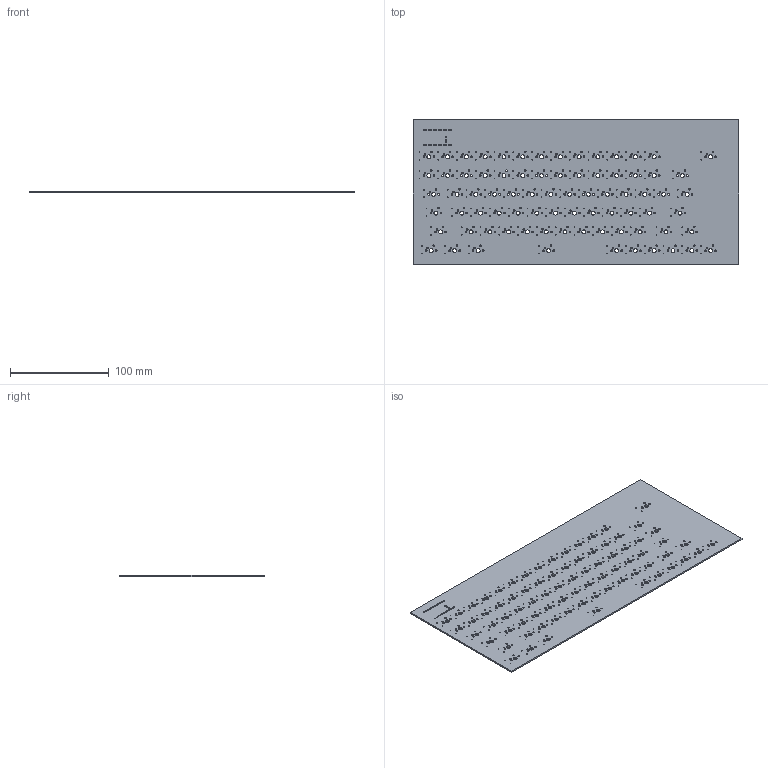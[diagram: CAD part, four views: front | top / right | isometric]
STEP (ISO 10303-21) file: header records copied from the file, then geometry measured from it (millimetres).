
FILE_DESCRIPTION(('KiCad electronic assembly'),'2;1');
FILE_NAME('MechaSlate.step','2025-06-25T17:06:53',('Pcbnew'),('Kicad'), 'Open CASCADE STEP processor 7.8','KiCad to STEP converter','Unknown' );
FILE_SCHEMA(('AUTOMOTIVE_DESIGN { 1 0 10303 214 1 1 1 1 }'));
Length unit declared in the file: millimetre
Products named in the file (2): MechaSlate 1; MechaSlate_PCB
Assembly tree (1 placements, depth 2):
  MechaSlate 1
    MechaSlate_PCB
Bounding box: 330.1 x 146.2 x 1.51 mm (x, y, z)
Volume: 70285.9 mm3; surface area: 99112.5 mm2
Topology: 1 solids, 1 shells, 579 faces, 1731 edges, 1154 vertices
Faces by surface type: cylinder 573, plane 6
Full cylindrical faces by diameter (mm): 0.8 x156, 1.092 x27, 1.5 x156, 1.7 x156, 4 x78
Entity records: 22540 total; most frequent: DIRECTION 4039, CARTESIAN_POINT 3466, ORIENTED_EDGE 3462, EDGE_CURVE 1731, AXIS2_PLACEMENT_3D 1727, FACE_BOUND 1725, EDGE_LOOP 1725, VERTEX_POINT 1154
